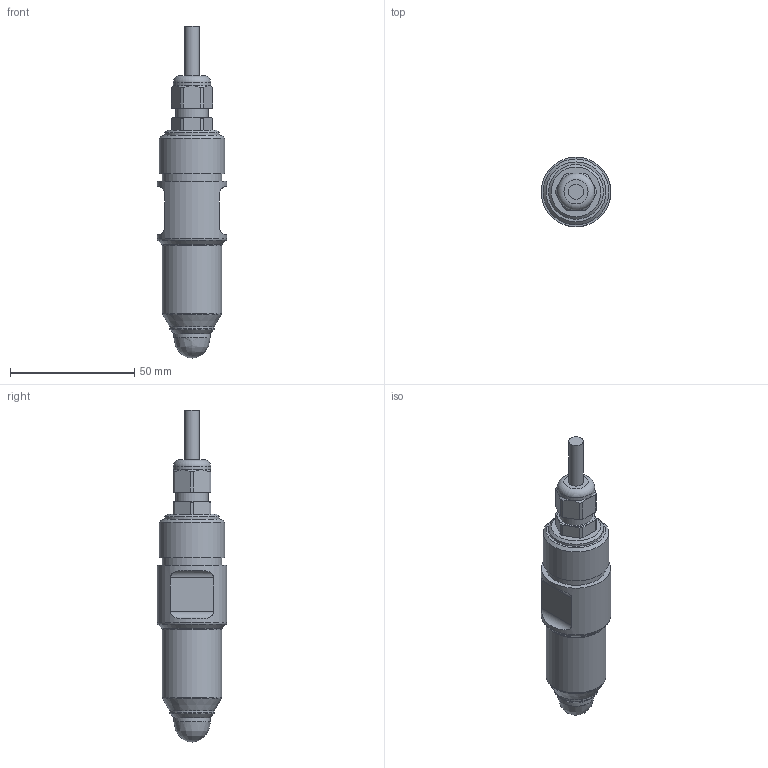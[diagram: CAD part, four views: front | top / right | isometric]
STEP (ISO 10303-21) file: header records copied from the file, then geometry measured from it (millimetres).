
FILE_DESCRIPTION(/* description */ ('Unknown'),/* implementation_level */ '2;1');
FILE_NAME(/* name */ 'RFLS-28N-1E-RG-_-B',/* time_stamp */ '2025-03-14T10:26:13+01:00',/* author */ ('Unknown'),/* organization */ ('Unknown'),/* preprocessor_version */ 'ST-DEVELOPER v18.1',/* originating_system */ 'Solid Edge',/* authorisation */ 'Unknown');
FILE_SCHEMA (('AUTOMOTIVE_DESIGN {1 0 10303 214 3 1 1}'));
Length unit declared in the file: millimetre
Products named in the file (1): RFLS-28N-1E-RG-_-B
Bounding box: 28 x 28 x 133.5 mm (x, y, z)
Volume: 45460.7 mm3; surface area: 9262.9 mm2
Topology: 1 solids, 1 shells, 71 faces, 168 edges, 106 vertices
Faces by surface type: cylinder 26, plane 22, cone 17, torus 5, bspline 1
Full cylindrical faces by diameter (mm): 6 x1, 13.2 x1, 14.6 x1, 15 x1, 18 x1, 22 x1, 24 x2, 26.441 x1, 28 x1
Entity records: 2565 total; most frequent: CARTESIAN_POINT 571, DIRECTION 308, ORIENTED_EDGE 268, EDGE_CURVE 134, AXIS2_PLACEMENT_3D 132, FACE_BOUND 101, EDGE_LOOP 100, VERTEX_POINT 95
